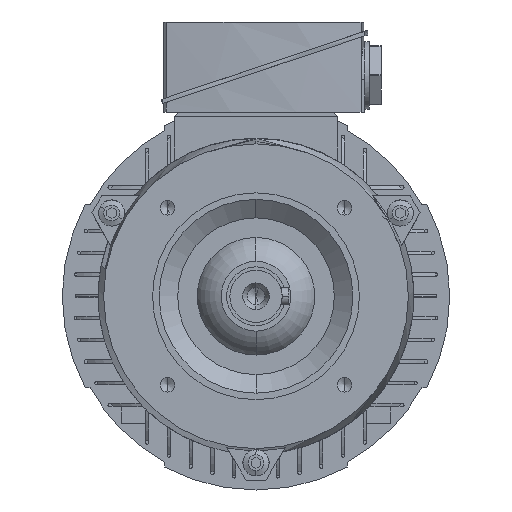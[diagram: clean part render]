
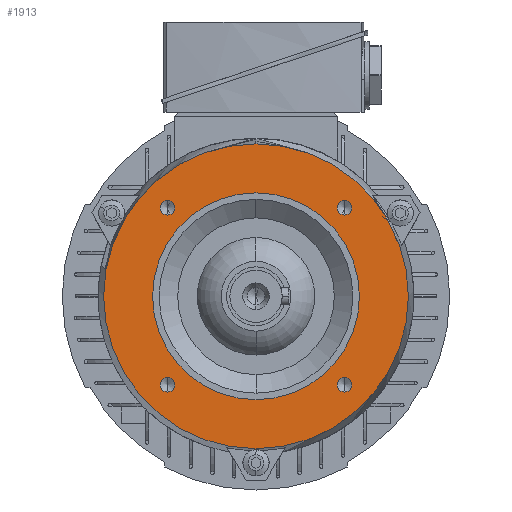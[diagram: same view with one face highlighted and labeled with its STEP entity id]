
A CAD part, left-side view. The second image highlights one B-rep face of the part: STEP entity #1913.
In plain terms, the highlighted planar face has unit normal (-1, 0, 0).
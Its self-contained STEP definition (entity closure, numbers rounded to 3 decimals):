
#1913=ADVANCED_FACE('',(#3848,#3849,#3850,#3851,#3852,#3853),#3854,.T.);
#3848=FACE_BOUND('',#5779,.T.);
#3849=FACE_BOUND('',#5780,.T.);
#3850=FACE_BOUND('',#5781,.T.);
#3851=FACE_BOUND('',#5782,.T.);
#3852=FACE_OUTER_BOUND('',#5783,.T.);
#3853=FACE_BOUND('',#5784,.T.);
#3854=PLANE('',#5785);
#5779=EDGE_LOOP('',(#11809,#11810));
#5780=EDGE_LOOP('',(#11811,#11812));
#5781=EDGE_LOOP('',(#11813,#11814));
#5782=EDGE_LOOP('',(#11815,#11816));
#5783=EDGE_LOOP('',(#11817,#11818));
#5784=EDGE_LOOP('',(#11819,#11820));
#5785=AXIS2_PLACEMENT_3D('',#11821,#11822,#11823);
#11809=ORIENTED_EDGE('',*,*,#14166,.T.);
#11810=ORIENTED_EDGE('',*,*,#11870,.T.);
#11811=ORIENTED_EDGE('',*,*,#14170,.T.);
#11812=ORIENTED_EDGE('',*,*,#11862,.T.);
#11813=ORIENTED_EDGE('',*,*,#14174,.T.);
#11814=ORIENTED_EDGE('',*,*,#11854,.T.);
#11815=ORIENTED_EDGE('',*,*,#14178,.T.);
#11816=ORIENTED_EDGE('',*,*,#11846,.T.);
#11817=ORIENTED_EDGE('',*,*,#14162,.F.);
#11818=ORIENTED_EDGE('',*,*,#11878,.F.);
#11819=ORIENTED_EDGE('',*,*,#11829,.T.);
#11820=ORIENTED_EDGE('',*,*,#14211,.T.);
#11821=CARTESIAN_POINT('',(-34.5,0.0,58.75));
#11822=DIRECTION('',(-1.0,0.0,0.));
#11823=DIRECTION('',(0.,0.0,-1.0));
#11829=EDGE_CURVE('',#14216,#14220,#14222,.T.);
#11846=EDGE_CURVE('',#14251,#14248,#14252,.T.);
#11854=EDGE_CURVE('',#14264,#14261,#14265,.T.);
#11862=EDGE_CURVE('',#14277,#14274,#14278,.T.);
#11870=EDGE_CURVE('',#14290,#14287,#14291,.T.);
#11878=EDGE_CURVE('',#14300,#14303,#14304,.T.);
#14162=EDGE_CURVE('',#14303,#14300,#17712,.T.);
#14166=EDGE_CURVE('',#14287,#14290,#17716,.T.);
#14170=EDGE_CURVE('',#14274,#14277,#17720,.T.);
#14174=EDGE_CURVE('',#14261,#14264,#17724,.T.);
#14178=EDGE_CURVE('',#14248,#14251,#17728,.T.);
#14211=EDGE_CURVE('',#14220,#14216,#17763,.T.);
#14216=VERTEX_POINT('',#17768);
#14220=VERTEX_POINT('',#17773);
#14222=CIRCLE('',#17776,47.5);
#14248=VERTEX_POINT('',#17806);
#14251=VERTEX_POINT('',#17810);
#14252=CIRCLE('',#17811,3.325);
#14261=VERTEX_POINT('',#17823);
#14264=VERTEX_POINT('',#17827);
#14265=CIRCLE('',#17828,3.325);
#14274=VERTEX_POINT('',#17840);
#14277=VERTEX_POINT('',#17844);
#14278=CIRCLE('',#17845,3.325);
#14287=VERTEX_POINT('',#17857);
#14290=VERTEX_POINT('',#17861);
#14291=CIRCLE('',#17862,3.325);
#14300=VERTEX_POINT('',#17874);
#14303=VERTEX_POINT('',#17877);
#14304=CIRCLE('',#17878,70.);
#17712=CIRCLE('',#23963,70.);
#17716=CIRCLE('',#23967,3.325);
#17720=CIRCLE('',#23971,3.325);
#17724=CIRCLE('',#23975,3.325);
#17728=CIRCLE('',#23979,3.325);
#17763=CIRCLE('',#24023,47.5);
#17768=CARTESIAN_POINT('',(-34.5,0.0,47.5));
#17773=CARTESIAN_POINT('',(-34.5,0.,-47.5));
#17776=AXIS2_PLACEMENT_3D('',#24031,#24032,#24033);
#17806=CARTESIAN_POINT('',(-34.5,-40.659,37.334));
#17810=CARTESIAN_POINT('',(-34.5,-40.659,43.984));
#17811=AXIS2_PLACEMENT_3D('',#24060,#24061,#24062);
#17823=CARTESIAN_POINT('',(-34.5,-40.659,-43.984));
#17827=CARTESIAN_POINT('',(-34.5,-40.659,-37.334));
#17828=AXIS2_PLACEMENT_3D('',#24070,#24071,#24072);
#17840=CARTESIAN_POINT('',(-34.5,40.659,-43.984));
#17844=CARTESIAN_POINT('',(-34.5,40.659,-37.334));
#17845=AXIS2_PLACEMENT_3D('',#24080,#24081,#24082);
#17857=CARTESIAN_POINT('',(-34.5,40.659,37.334));
#17861=CARTESIAN_POINT('',(-34.5,40.659,43.984));
#17862=AXIS2_PLACEMENT_3D('',#24090,#24091,#24092);
#17874=CARTESIAN_POINT('',(-34.5,0.,-70.));
#17877=CARTESIAN_POINT('',(-34.5,0.0,70.));
#17878=AXIS2_PLACEMENT_3D('',#24102,#24103,#24104);
#23963=AXIS2_PLACEMENT_3D('',#26647,#26648,#26649);
#23967=AXIS2_PLACEMENT_3D('',#26653,#26654,#26655);
#23971=AXIS2_PLACEMENT_3D('',#26659,#26660,#26661);
#23975=AXIS2_PLACEMENT_3D('',#26665,#26666,#26667);
#23979=AXIS2_PLACEMENT_3D('',#26671,#26672,#26673);
#24023=AXIS2_PLACEMENT_3D('',#26701,#26702,#26703);
#24031=CARTESIAN_POINT('',(-34.5,0.0,0.0));
#24032=DIRECTION('',(1.0,0.0,-0.0));
#24033=DIRECTION('',(0.0,0.0,1.0));
#24060=CARTESIAN_POINT('',(-34.5,-40.659,40.659));
#24061=DIRECTION('',(1.0,0.0,0.));
#24062=DIRECTION('',(0.,0.0,-1.0));
#24070=CARTESIAN_POINT('',(-34.5,-40.659,-40.659));
#24071=DIRECTION('',(1.0,0.0,0.));
#24072=DIRECTION('',(0.,0.0,-1.0));
#24080=CARTESIAN_POINT('',(-34.5,40.659,-40.659));
#24081=DIRECTION('',(1.0,0.0,0.));
#24082=DIRECTION('',(0.,0.0,-1.0));
#24090=CARTESIAN_POINT('',(-34.5,40.659,40.659));
#24091=DIRECTION('',(1.0,0.0,0.));
#24092=DIRECTION('',(0.,0.0,-1.0));
#24102=CARTESIAN_POINT('',(-34.5,0.0,0.0));
#24103=DIRECTION('',(1.0,0.0,-0.0));
#24104=DIRECTION('',(0.0,0.0,1.0));
#26647=CARTESIAN_POINT('',(-34.5,0.0,0.0));
#26648=DIRECTION('',(1.0,0.0,-0.0));
#26649=DIRECTION('',(0.0,0.0,1.0));
#26653=CARTESIAN_POINT('',(-34.5,40.659,40.659));
#26654=DIRECTION('',(1.0,0.0,0.));
#26655=DIRECTION('',(0.,0.0,-1.0));
#26659=CARTESIAN_POINT('',(-34.5,40.659,-40.659));
#26660=DIRECTION('',(1.0,0.0,0.));
#26661=DIRECTION('',(0.,0.0,-1.0));
#26665=CARTESIAN_POINT('',(-34.5,-40.659,-40.659));
#26666=DIRECTION('',(1.0,0.0,0.));
#26667=DIRECTION('',(0.,0.0,-1.0));
#26671=CARTESIAN_POINT('',(-34.5,-40.659,40.659));
#26672=DIRECTION('',(1.0,0.0,0.));
#26673=DIRECTION('',(0.,0.0,-1.0));
#26701=CARTESIAN_POINT('',(-34.5,0.0,0.0));
#26702=DIRECTION('',(1.0,0.0,-0.0));
#26703=DIRECTION('',(0.0,0.0,1.0));
